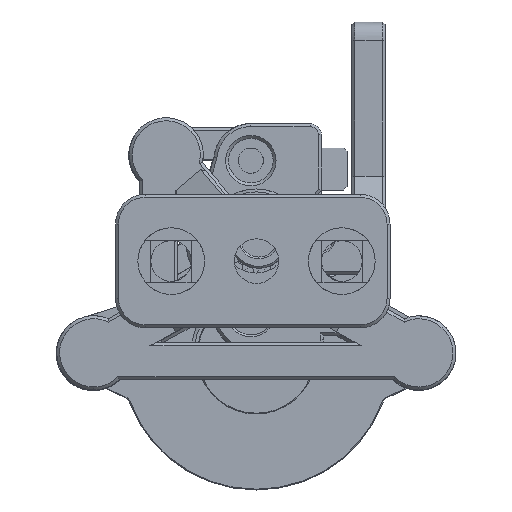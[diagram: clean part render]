
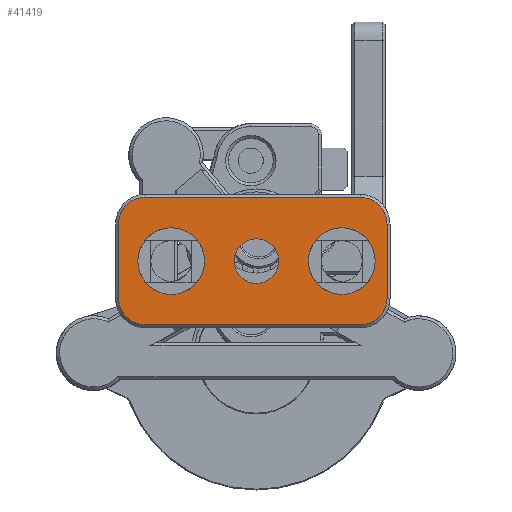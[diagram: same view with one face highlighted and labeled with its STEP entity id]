
A CAD part, front view. The second image highlights one B-rep face of the part: STEP entity #41419.
In plain terms, the highlighted planar face has unit normal (0, -1, 0).
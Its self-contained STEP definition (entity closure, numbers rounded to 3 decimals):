
#40673=CARTESIAN_POINT('',(25.708,-48.134,32.733));
#40674=VERTEX_POINT('',#40673);
#40690=CARTESIAN_POINT('',(22.108,-48.134,36.333));
#40691=VERTEX_POINT('',#40690);
#40698=CARTESIAN_POINT('',(22.108,-48.134,32.733));
#40699=DIRECTION('',(-0.,-1.,-0.));
#40700=DIRECTION('',(0.,-0.,1.));
#40701=AXIS2_PLACEMENT_3D('',#40698,#40699,#40700);
#40702=CIRCLE('',#40701,3.6);
#40703=EDGE_CURVE('',#40674,#40691,#40702,.T.);
#40779=CARTESIAN_POINT('',(22.108,-48.134,19.133));
#40780=VERTEX_POINT('',#40779);
#40796=CARTESIAN_POINT('',(25.708,-48.134,22.733));
#40797=VERTEX_POINT('',#40796);
#40804=CARTESIAN_POINT('',(22.108,-48.134,22.733));
#40805=DIRECTION('',(-0.,-1.,-0.));
#40806=DIRECTION('',(0.,-0.,1.));
#40807=AXIS2_PLACEMENT_3D('',#40804,#40805,#40806);
#40808=CIRCLE('',#40807,3.6);
#40809=EDGE_CURVE('',#40780,#40797,#40808,.T.);
#41251=CARTESIAN_POINT('',(8.108,-48.134,30.733));
#41252=VERTEX_POINT('',#41251);
#41267=CARTESIAN_POINT('',(8.108,-48.134,27.733));
#41268=DIRECTION('',(0.,1.,0.));
#41269=DIRECTION('',(0.,-0.,1.));
#41270=AXIS2_PLACEMENT_3D('',#41267,#41268,#41269);
#41271=CIRCLE('',#41270,3.);
#41272=EDGE_CURVE('',#41252,#41252,#41271,.T.);
#41339=CARTESIAN_POINT('',(-2.372,-48.134,27.733));
#41340=DIRECTION('',(0.,1.,0.));
#41341=DIRECTION('',(-1.,0.,0.));
#41342=AXIS2_PLACEMENT_3D('',#41339,#41340,#41341);
#41343=PLANE('',#41342);
#41344=CARTESIAN_POINT('',(-6.892,-48.134,36.333));
#41345=VERTEX_POINT('',#41344);
#41346=CARTESIAN_POINT('',(22.108,-48.134,36.333));
#41347=DIRECTION('',(-1.,0.,0.));
#41348=VECTOR('',#41347,29.);
#41349=LINE('',#41346,#41348);
#41350=EDGE_CURVE('',#40691,#41345,#41349,.T.);
#41351=ORIENTED_EDGE('',*,*,#41350,.T.);
#41352=CARTESIAN_POINT('',(-10.492,-48.134,32.733));
#41353=VERTEX_POINT('',#41352);
#41354=CARTESIAN_POINT('',(-6.892,-48.134,32.733));
#41355=DIRECTION('',(-0.,-1.,-0.));
#41356=DIRECTION('',(0.,-0.,1.));
#41357=AXIS2_PLACEMENT_3D('',#41354,#41355,#41356);
#41358=CIRCLE('',#41357,3.6);
#41359=EDGE_CURVE('',#41345,#41353,#41358,.T.);
#41360=ORIENTED_EDGE('',*,*,#41359,.T.);
#41361=CARTESIAN_POINT('',(-10.492,-48.134,22.733));
#41362=VERTEX_POINT('',#41361);
#41363=CARTESIAN_POINT('',(-10.492,-48.134,32.733));
#41364=DIRECTION('',(0.,0.,-1.));
#41365=VECTOR('',#41364,10.);
#41366=LINE('',#41363,#41365);
#41367=EDGE_CURVE('',#41353,#41362,#41366,.T.);
#41368=ORIENTED_EDGE('',*,*,#41367,.T.);
#41369=CARTESIAN_POINT('',(-6.892,-48.134,19.133));
#41370=VERTEX_POINT('',#41369);
#41371=CARTESIAN_POINT('',(-6.892,-48.134,22.733));
#41372=DIRECTION('',(-0.,-1.,-0.));
#41373=DIRECTION('',(0.,-0.,1.));
#41374=AXIS2_PLACEMENT_3D('',#41371,#41372,#41373);
#41375=CIRCLE('',#41374,3.6);
#41376=EDGE_CURVE('',#41362,#41370,#41375,.T.);
#41377=ORIENTED_EDGE('',*,*,#41376,.T.);
#41378=CARTESIAN_POINT('',(-6.892,-48.134,19.133));
#41379=DIRECTION('',(1.,-0.,-0.));
#41380=VECTOR('',#41379,29.);
#41381=LINE('',#41378,#41380);
#41382=EDGE_CURVE('',#41370,#40780,#41381,.T.);
#41383=ORIENTED_EDGE('',*,*,#41382,.T.);
#41384=ORIENTED_EDGE('',*,*,#40809,.T.);
#41385=CARTESIAN_POINT('',(25.708,-48.134,22.733));
#41386=DIRECTION('',(0.,-0.,1.));
#41387=VECTOR('',#41386,10.);
#41388=LINE('',#41385,#41387);
#41389=EDGE_CURVE('',#40797,#40674,#41388,.T.);
#41390=ORIENTED_EDGE('',*,*,#41389,.T.);
#41391=ORIENTED_EDGE('',*,*,#40703,.T.);
#41392=EDGE_LOOP('',(#41351,#41360,#41368,#41377,#41383,#41384,#41390,#41391));
#41393=FACE_BOUND('',#41392,.T.);
#41394=CARTESIAN_POINT('',(-3.392,-48.134,23.233));
#41395=VERTEX_POINT('',#41394);
#41396=CARTESIAN_POINT('',(-3.392,-48.134,27.733));
#41397=DIRECTION('',(0.,-1.,-0.));
#41398=DIRECTION('',(0.,0.,-1.));
#41399=AXIS2_PLACEMENT_3D('',#41396,#41397,#41398);
#41400=CIRCLE('',#41399,4.5);
#41401=EDGE_CURVE('',#41395,#41395,#41400,.T.);
#41402=ORIENTED_EDGE('',*,*,#41401,.F.);
#41403=EDGE_LOOP('',(#41402));
#41404=FACE_BOUND('',#41403,.T.);
#41405=CARTESIAN_POINT('',(19.608,-48.134,23.233));
#41406=VERTEX_POINT('',#41405);
#41407=CARTESIAN_POINT('',(19.608,-48.134,27.733));
#41408=DIRECTION('',(0.,-1.,-0.));
#41409=DIRECTION('',(0.,0.,-1.));
#41410=AXIS2_PLACEMENT_3D('',#41407,#41408,#41409);
#41411=CIRCLE('',#41410,4.5);
#41412=EDGE_CURVE('',#41406,#41406,#41411,.T.);
#41413=ORIENTED_EDGE('',*,*,#41412,.F.);
#41414=EDGE_LOOP('',(#41413));
#41415=FACE_BOUND('',#41414,.T.);
#41416=ORIENTED_EDGE('',*,*,#41272,.T.);
#41417=EDGE_LOOP('',(#41416));
#41418=FACE_BOUND('',#41417,.T.);
#41419=ADVANCED_FACE('',(#41393,#41404,#41415,#41418),#41343,.F.);
